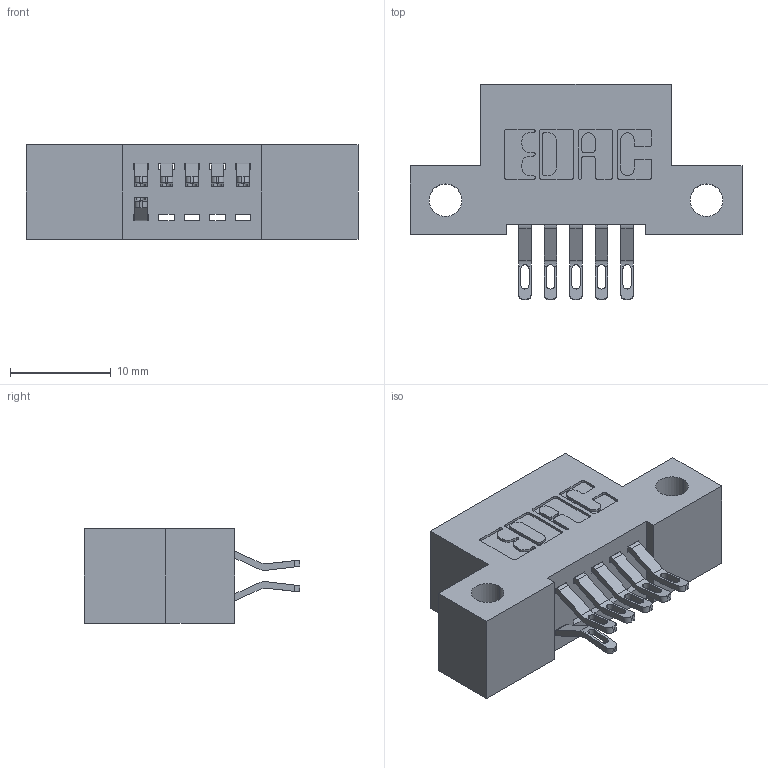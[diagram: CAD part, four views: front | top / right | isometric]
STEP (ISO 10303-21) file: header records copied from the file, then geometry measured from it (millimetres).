
FILE_DESCRIPTION (( 'STEP AP203' ), '1' );
FILE_NAME ('392-010-555-212.STEP', '2018-08-14T20:49:33', ( '' ), ( '' ), 'SwSTEP 2.0', 'SolidWorks 2016', '' );
FILE_SCHEMA (( 'CONFIG_CONTROL_DESIGN' ));
Length unit declared in the file: inch
Products named in the file (3): 345-292-001_555 Tail; 392-010-555-212; 342 Part_Side Mount
Assembly tree (7 placements, depth 2):
  392-010-555-212
    342 Part_Side Mount
    345-292-001_555 Tail  x6
Bounding box: 33.02 x 21.47 x 9.4 mm (x, y, z)
Volume: 2698.5 mm3; surface area: 3180.1 mm2
Topology: 7 solids, 7 shells, 482 faces, 1481 edges, 986 vertices
Faces by surface type: plane 294, cylinder 188
Entity records: 8071 total; most frequent: CARTESIAN_POINT 1432, ORIENTED_EDGE 1342, DIRECTION 1255, EDGE_CURVE 671, LINE 523, VECTOR 523, VERTEX_POINT 446, AXIS2_PLACEMENT_3D 366
